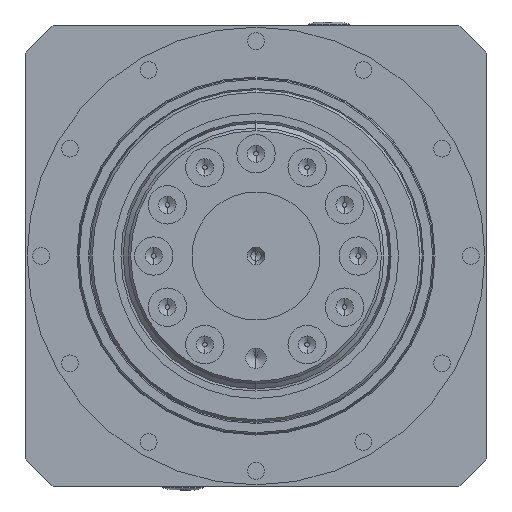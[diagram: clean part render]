
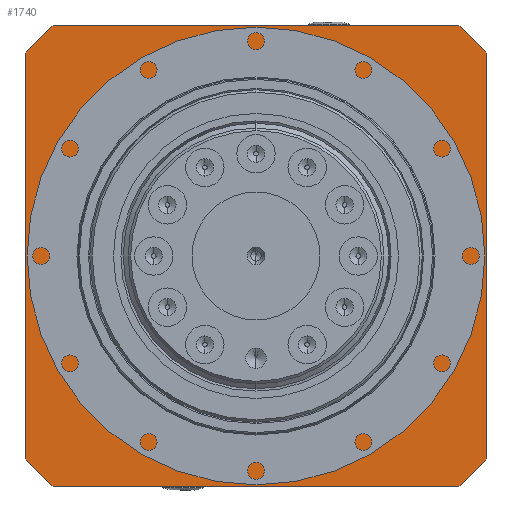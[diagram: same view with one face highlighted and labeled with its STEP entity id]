
A CAD part, left-side view. The second image highlights one B-rep face of the part: STEP entity #1740.
In plain terms, the highlighted planar face has unit normal (-1, 0, 0).
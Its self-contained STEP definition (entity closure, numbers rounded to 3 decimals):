
#362 = CIRCLE ( 'NONE', #15670, 120. ) ;
#386 = DIRECTION ( 'NONE',  ( 0., 0., 1. ) ) ;
#1177 = CARTESIAN_POINT ( 'NONE',  ( 50.5, 0., 65. ) ) ;
#1208 = CARTESIAN_POINT ( 'NONE',  ( 50.5, -79.373, 90. ) ) ;
#1477 = CARTESIAN_POINT ( 'NONE',  ( 50.5, -120., 0. ) ) ;
#1623 = ORIENTED_EDGE ( 'NONE', *, *, #2071, .T. ) ;
#1740 = ADVANCED_FACE ( 'NONE', ( #2655, #17316 ), #3152, .F. ) ;
#1995 = CARTESIAN_POINT ( 'NONE',  ( 50.5, -79.373, -90. ) ) ;
#2071 = EDGE_CURVE ( 'NONE', #19379, #11239, #7590, .T. ) ;
#2091 = VECTOR ( 'NONE', #12476, 1000. ) ;
#2555 = ORIENTED_EDGE ( 'NONE', *, *, #13975, .T. ) ;
#2655 = FACE_OUTER_BOUND ( 'NONE', #17865, .T. ) ;
#2743 = DIRECTION ( 'NONE',  ( 1., 0., 0. ) ) ;
#3152 = PLANE ( 'NONE',  #15914 ) ;
#3249 = CARTESIAN_POINT ( 'NONE',  ( 50.5, -90., 79.373 ) ) ;
#3327 = CARTESIAN_POINT ( 'NONE',  ( 50.5, 79.373, 90. ) ) ;
#3799 = ORIENTED_EDGE ( 'NONE', *, *, #13529, .T. ) ;
#3854 = CIRCLE ( 'NONE', #5143, 65. ) ;
#4146 = DIRECTION ( 'NONE',  ( 1., 0., 0. ) ) ;
#4394 = CIRCLE ( 'NONE', #19106, 120. ) ;
#4816 = DIRECTION ( 'NONE',  ( 0., 0., 1. ) ) ;
#5138 = CARTESIAN_POINT ( 'NONE',  ( 50.5, 90., -79.373 ) ) ;
#5143 = AXIS2_PLACEMENT_3D ( 'NONE', #17719, #7645, #19389 ) ;
#5275 = DIRECTION ( 'NONE',  ( 1., 0., 0. ) ) ;
#6268 = VECTOR ( 'NONE', #11171, 1000. ) ;
#6369 = EDGE_CURVE ( 'NONE', #9780, #8617, #4394, .T. ) ;
#7076 = ORIENTED_EDGE ( 'NONE', *, *, #12106, .F. ) ;
#7590 = CIRCLE ( 'NONE', #17507, 65. ) ;
#7645 = DIRECTION ( 'NONE',  ( 1., 0., 0. ) ) ;
#7659 = CARTESIAN_POINT ( 'NONE',  ( 50.5, 79.373, -90. ) ) ;
#8336 = ORIENTED_EDGE ( 'NONE', *, *, #15083, .T. ) ;
#8367 = CARTESIAN_POINT ( 'NONE',  ( 50.5, 0., -65. ) ) ;
#8370 = DIRECTION ( 'NONE',  ( 1., 0., 0. ) ) ;
#8384 = VERTEX_POINT ( 'NONE', #1208 ) ;
#8617 = VERTEX_POINT ( 'NONE', #5138 ) ;
#8639 = EDGE_CURVE ( 'NONE', #12831, #18966, #18015, .T. ) ;
#9515 = CARTESIAN_POINT ( 'NONE',  ( 50.5, 87.617, -90. ) ) ;
#9591 = VERTEX_POINT ( 'NONE', #1995 ) ;
#9679 = CARTESIAN_POINT ( 'NONE',  ( 50.5, 90., 87.617 ) ) ;
#9742 = CARTESIAN_POINT ( 'NONE',  ( 50.5, 90., 79.373 ) ) ;
#9780 = VERTEX_POINT ( 'NONE', #7659 ) ;
#9912 = ORIENTED_EDGE ( 'NONE', *, *, #6369, .F. ) ;
#10207 = EDGE_CURVE ( 'NONE', #13230, #9591, #12395, .T. ) ;
#10245 = VECTOR ( 'NONE', #21388, 1000. ) ;
#10393 = DIRECTION ( 'NONE',  ( 1., 0., 0. ) ) ;
#10722 = LINE ( 'NONE', #9515, #6268 ) ;
#11143 = AXIS2_PLACEMENT_3D ( 'NONE', #18437, #8370, #20111 ) ;
#11171 = DIRECTION ( 'NONE',  ( 0., -1., 0. ) ) ;
#11239 = VERTEX_POINT ( 'NONE', #1177 ) ;
#12030 = LINE ( 'NONE', #16843, #19935 ) ;
#12105 = ORIENTED_EDGE ( 'NONE', *, *, #14694, .T. ) ;
#12106 = EDGE_CURVE ( 'NONE', #8384, #13628, #362, .T. ) ;
#12395 = CIRCLE ( 'NONE', #11143, 120. ) ;
#12476 = DIRECTION ( 'NONE',  ( 0., 1., 0. ) ) ;
#12745 = CARTESIAN_POINT ( 'NONE',  ( 50.5, 0., 0. ) ) ;
#12831 = VERTEX_POINT ( 'NONE', #9742 ) ;
#13230 = VERTEX_POINT ( 'NONE', #13415 ) ;
#13415 = CARTESIAN_POINT ( 'NONE',  ( 50.5, -90., -79.373 ) ) ;
#13447 = ORIENTED_EDGE ( 'NONE', *, *, #14233, .T. ) ;
#13529 = EDGE_CURVE ( 'NONE', #12831, #8617, #14160, .T. ) ;
#13628 = VERTEX_POINT ( 'NONE', #3249 ) ;
#13975 = EDGE_CURVE ( 'NONE', #9780, #9591, #10722, .T. ) ;
#14089 = CARTESIAN_POINT ( 'NONE',  ( 50.5, -87.617, 90. ) ) ;
#14160 = LINE ( 'NONE', #9679, #10245 ) ;
#14178 = CARTESIAN_POINT ( 'NONE',  ( 50.5, 0., 0. ) ) ;
#14233 = EDGE_CURVE ( 'NONE', #13230, #13628, #12030, .T. ) ;
#14427 = DIRECTION ( 'NONE',  ( 0., 0., 1. ) ) ;
#14694 = EDGE_CURVE ( 'NONE', #8384, #18966, #20429, .T. ) ;
#15083 = EDGE_CURVE ( 'NONE', #11239, #19379, #3854, .T. ) ;
#15127 = DIRECTION ( 'NONE',  ( 0., 0., 1. ) ) ;
#15313 = CARTESIAN_POINT ( 'NONE',  ( 50.5, 0., 0. ) ) ;
#15670 = AXIS2_PLACEMENT_3D ( 'NONE', #12745, #2743, #14427 ) ;
#15875 = DIRECTION ( 'NONE',  ( 0., 0., 1. ) ) ;
#15914 = AXIS2_PLACEMENT_3D ( 'NONE', #1477, #19853, #4816 ) ;
#16843 = CARTESIAN_POINT ( 'NONE',  ( 50.5, -90., -87.617 ) ) ;
#17011 = DIRECTION ( 'NONE',  ( 0., 0., 1. ) ) ;
#17316 = FACE_BOUND ( 'NONE', #18228, .T. ) ;
#17507 = AXIS2_PLACEMENT_3D ( 'NONE', #20446, #10393, #386 ) ;
#17719 = CARTESIAN_POINT ( 'NONE',  ( 50.5, 0., 0. ) ) ;
#17865 = EDGE_LOOP ( 'NONE', ( #21258, #3799, #9912, #2555, #21417, #13447, #7076, #12105 ) ) ;
#18015 = CIRCLE ( 'NONE', #18626, 120. ) ;
#18228 = EDGE_LOOP ( 'NONE', ( #8336, #1623 ) ) ;
#18437 = CARTESIAN_POINT ( 'NONE',  ( 50.5, 0., 0. ) ) ;
#18626 = AXIS2_PLACEMENT_3D ( 'NONE', #15313, #5275, #17011 ) ;
#18966 = VERTEX_POINT ( 'NONE', #3327 ) ;
#19106 = AXIS2_PLACEMENT_3D ( 'NONE', #14178, #4146, #15875 ) ;
#19379 = VERTEX_POINT ( 'NONE', #8367 ) ;
#19389 = DIRECTION ( 'NONE',  ( 0., 0., 1. ) ) ;
#19853 = DIRECTION ( 'NONE',  ( 1., 0., 0. ) ) ;
#19935 = VECTOR ( 'NONE', #15127, 1000. ) ;
#20111 = DIRECTION ( 'NONE',  ( 0., 0., 1. ) ) ;
#20429 = LINE ( 'NONE', #14089, #2091 ) ;
#20446 = CARTESIAN_POINT ( 'NONE',  ( 50.5, 0., 0. ) ) ;
#21258 = ORIENTED_EDGE ( 'NONE', *, *, #8639, .F. ) ;
#21388 = DIRECTION ( 'NONE',  ( 0., 0., -1. ) ) ;
#21417 = ORIENTED_EDGE ( 'NONE', *, *, #10207, .F. ) ;
